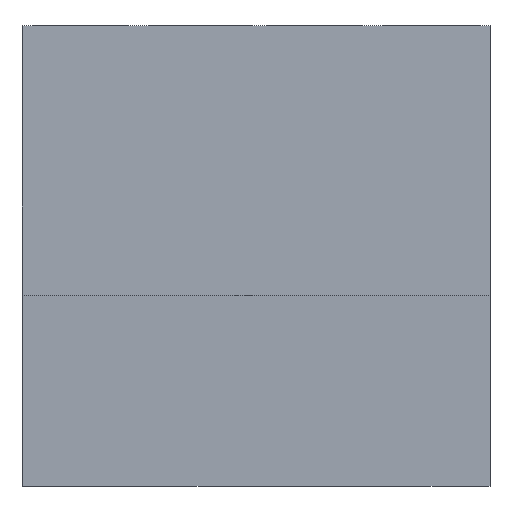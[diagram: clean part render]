
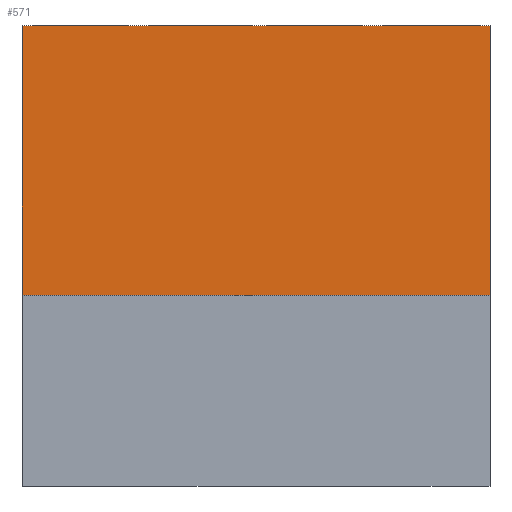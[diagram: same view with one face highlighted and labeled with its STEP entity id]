
A CAD part, front view. The second image highlights one B-rep face of the part: STEP entity #571.
In plain terms, the highlighted planar face has unit normal (0, -1, 0).
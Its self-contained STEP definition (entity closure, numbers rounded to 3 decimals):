
#544=AXIS2_PLACEMENT_3D('Plane Axis2P3D',#541,#542,#543) ;
#374=CARTESIAN_POINT('Vertex',(20.32,0.,20.)) ;
#390=CARTESIAN_POINT('Vertex',(0.,0.,20.)) ;
#393=CARTESIAN_POINT('Line Origine',(10.16,0.,20.)) ;
#541=CARTESIAN_POINT('Axis2P3D Location',(0.,0.,8.3)) ;
#546=CARTESIAN_POINT('Line Origine',(20.32,0.,14.15)) ;
#550=CARTESIAN_POINT('Vertex',(20.32,0.,8.3)) ;
#553=CARTESIAN_POINT('Line Origine',(0.,0.,14.15)) ;
#557=CARTESIAN_POINT('Vertex',(0.,0.,8.3)) ;
#560=CARTESIAN_POINT('Line Origine',(10.16,0.,8.3)) ;
#394=DIRECTION('Vector Direction',(1.,0.,0.)) ;
#542=DIRECTION('Axis2P3D Direction',(0.,1.,0.)) ;
#543=DIRECTION('Axis2P3D XDirection',(0.,0.,1.)) ;
#547=DIRECTION('Vector Direction',(0.,0.,1.)) ;
#554=DIRECTION('Vector Direction',(0.,0.,1.)) ;
#561=DIRECTION('Vector Direction',(1.,0.,0.)) ;
#395=VECTOR('Line Direction',#394,1.) ;
#548=VECTOR('Line Direction',#547,1.) ;
#555=VECTOR('Line Direction',#554,1.) ;
#562=VECTOR('Line Direction',#561,1.) ;
#566=ORIENTED_EDGE('',*,*,#552,.T.) ;
#567=ORIENTED_EDGE('',*,*,#397,.F.) ;
#568=ORIENTED_EDGE('',*,*,#559,.F.) ;
#569=ORIENTED_EDGE('',*,*,#564,.T.) ;
#571=ADVANCED_FACE('PartBody',(#570),#545,.F.) ;
#397=EDGE_CURVE('',#391,#375,#396,.T.) ;
#552=EDGE_CURVE('',#551,#375,#549,.T.) ;
#559=EDGE_CURVE('',#558,#391,#556,.T.) ;
#564=EDGE_CURVE('',#558,#551,#563,.T.) ;
#565=EDGE_LOOP('',(#566,#567,#568,#569)) ;
#570=FACE_OUTER_BOUND('',#565,.T.) ;
#396=LINE('Line',#393,#395) ;
#549=LINE('Line',#546,#548) ;
#556=LINE('Line',#553,#555) ;
#563=LINE('Line',#560,#562) ;
#545=PLANE('',#544) ;
#375=VERTEX_POINT('',#374) ;
#391=VERTEX_POINT('',#390) ;
#551=VERTEX_POINT('',#550) ;
#558=VERTEX_POINT('',#557) ;
